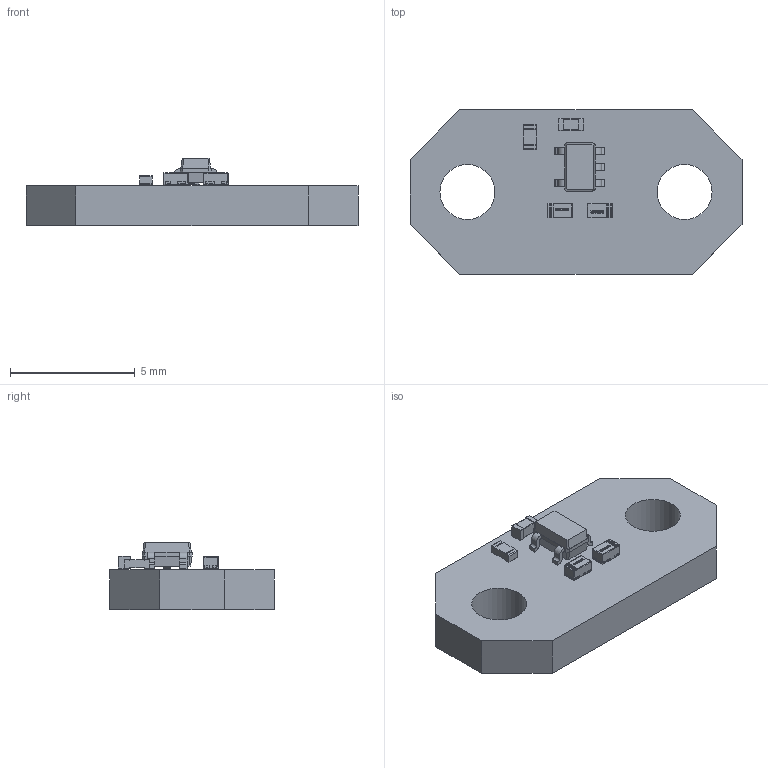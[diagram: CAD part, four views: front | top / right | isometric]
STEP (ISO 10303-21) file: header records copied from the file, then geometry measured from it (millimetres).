
FILE_DESCRIPTION(/* description */ ('STEP AP242','CAx-IF Rec.Pracs.---Representation and Presentation of Product Manufacturing Information (PMI)---4.0---2014-10-13','CAx-IF Rec.Pracs.---3D Tessellated Geometry---0.4---2014-09-14','2;1'),/* implementation_level */ '2;1');
FILE_NAME(/* name */ '65cdb330ee261731ee0363fc',/* time_stamp */ '2024-02-15T06:46:09Z',/* author */ (''),/* organization */ (''),/* preprocessor_version */ 'ST-DEVELOPER v19.4',/* originating_system */ ' ',/* authorisation */ ' ');
FILE_SCHEMA (('AP242_MANAGED_MODEL_BASED_3D_ENGINEERING_MIM_LF { 1 0 10303 442 1 1 4 }'));
Length unit declared in the file: metre
Products named in the file (6): SOLID; SOLID_1; COMPOUND
Bounding box: 13.3 x 6.6 x 2.7 mm (x, y, z)
Volume: 118.8 mm3; surface area: 245.9 mm2
Topology: 6 solids, 6 shells, 542 faces, 1262 edges, 762 vertices
Faces by surface type: plane 310, cylinder 206, sphere 16, bspline 10
Full cylindrical faces by diameter (mm): 2.2 x2
Entity records: 17486 total; most frequent: CARTESIAN_POINT 3476, DIRECTION 2580, ORIENTED_EDGE 2488, EDGE_CURVE 1244, AXIS2_PLACEMENT_3D 926, VERTEX_POINT 762, LINE 728, VECTOR 728
